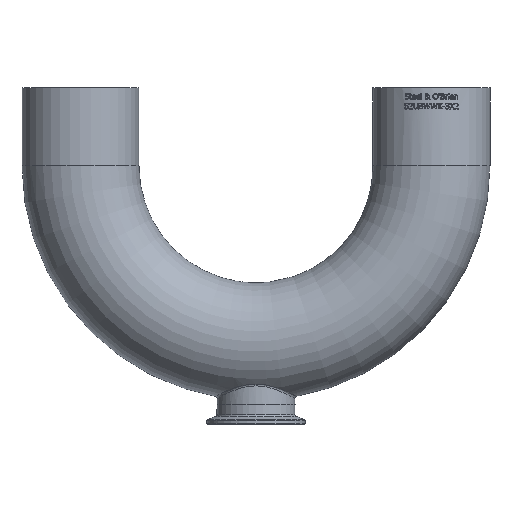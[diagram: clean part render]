
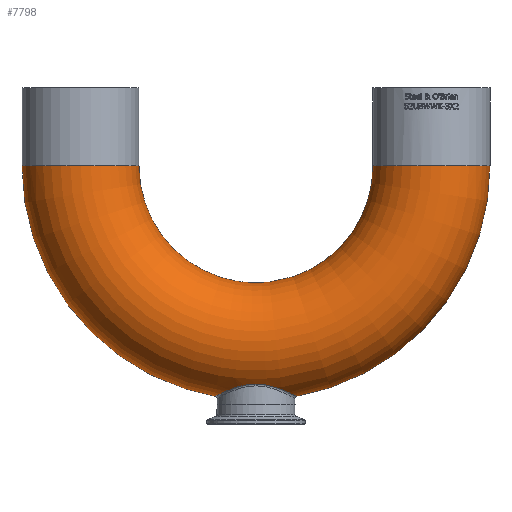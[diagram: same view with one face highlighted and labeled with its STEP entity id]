
A CAD part, top view. The second image highlights one B-rep face of the part: STEP entity #7798.
In plain terms, the highlighted toroidal (fillet/blend) face has major radius 114.3 mm and minor radius 38.1 mm.
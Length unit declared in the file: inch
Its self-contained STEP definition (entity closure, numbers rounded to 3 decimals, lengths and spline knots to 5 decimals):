
#25=TOROIDAL_SURFACE('',#8295,4.5,1.5);
#161=FACE_BOUND('',#1473,.T.);
#162=FACE_BOUND('',#1474,.T.);
#975=FACE_OUTER_BOUND('',#1472,.T.);
#1472=EDGE_LOOP('',(#7261));
#1473=EDGE_LOOP('',(#7262));
#1474=EDGE_LOOP('',(#7263));
#1879=B_SPLINE_CURVE_WITH_KNOTS('',3,(#17227,#17228,#17229,#17230,#17231,
#17232,#17233,#17234,#17235,#17236,#17237,#17238,#17239,#17240,#17241,#17242,
#17243,#17244,#17245,#17246,#17247,#17248,#17249,#17250,#17251,#17252,#17253,
#17254),.UNSPECIFIED.,.T.,.F.,(4,1,1,1,1,1,1,1,1,1,1,1,1,1,1,1,1,1,1,1,
1,1,1,1,1,4),(-12.28833,-11.70318,-11.11802,-10.53287,
-9.94771,-9.16751,-8.3873,-7.60709,
-6.82688,-6.04668,-5.26647,-4.48626,
-4.09616,-3.70606,-2.92585,-2.14564,
-1.36543,-0.58523,-0.00007,0.58508,
1.17024,1.75539,2.34055,2.92571,3.51086,
4.09602),.UNSPECIFIED.);
#2040=CIRCLE('',#8239,1.5);
#2064=CIRCLE('',#8290,1.5);
#3797=VERTEX_POINT('',#16976);
#3821=VERTEX_POINT('',#17051);
#3823=VERTEX_POINT('',#17196);
#4944=EDGE_CURVE('',#3797,#3797,#2040,.T.);
#4968=EDGE_CURVE('',#3821,#3821,#2064,.T.);
#4972=EDGE_CURVE('',#3823,#3823,#1879,.T.);
#7261=ORIENTED_EDGE('',*,*,#4944,.F.);
#7262=ORIENTED_EDGE('',*,*,#4968,.F.);
#7263=ORIENTED_EDGE('',*,*,#4972,.F.);
#7798=ADVANCED_FACE('',(#975,#161,#162),#25,.T.);
#8239=AXIS2_PLACEMENT_3D('',#16977,#9662,#9663);
#8290=AXIS2_PLACEMENT_3D('',#17052,#9764,#9765);
#8295=AXIS2_PLACEMENT_3D('',#17256,#9774,#9775);
#9662=DIRECTION('center_axis',(0.,1.,0.));
#9663=DIRECTION('ref_axis',(-1.,0.,0.));
#9764=DIRECTION('center_axis',(0.,1.,0.));
#9765=DIRECTION('ref_axis',(1.,0.,0.));
#9774=DIRECTION('center_axis',(0.,0.,1.));
#9775=DIRECTION('ref_axis',(-0.707,0.707,0.));
#16976=CARTESIAN_POINT('',(4.5,6.125,-1.5));
#16977=CARTESIAN_POINT('Origin',(4.5,6.125,0.));
#17051=CARTESIAN_POINT('',(-3.,6.125,0.));
#17052=CARTESIAN_POINT('Origin',(-4.5,6.125,0.));
#17196=CARTESIAN_POINT('',(0.,0.52518,1.02));
#17227=CARTESIAN_POINT('Ctrl Pts',(0.,0.5252,
1.02001));
#17228=CARTESIAN_POINT('Ctrl Pts',(-0.08059,0.5252,
1.02001));
#17229=CARTESIAN_POINT('Ctrl Pts',(-0.24179,0.51154,
1.00184));
#17230=CARTESIAN_POINT('Ctrl Pts',(-0.46517,0.45931,
0.92446));
#17231=CARTESIAN_POINT('Ctrl Pts',(-0.66162,0.39223,
0.80395));
#17232=CARTESIAN_POINT('Ctrl Pts',(-0.8443,0.31662,
0.62765));
#17233=CARTESIAN_POINT('Ctrl Pts',(-0.99102,0.24785,
0.38563));
#17234=CARTESIAN_POINT('Ctrl Pts',(-1.06505,0.21114,
0.07954));
#17235=CARTESIAN_POINT('Ctrl Pts',(-1.03991,0.22371,
-0.23612));
#17236=CARTESIAN_POINT('Ctrl Pts',(-0.92057,0.28173,
-0.52434));
#17237=CARTESIAN_POINT('Ctrl Pts',(-0.72452,0.36855,
-0.75984));
#17238=CARTESIAN_POINT('Ctrl Pts',(-0.46884,0.46126,
-0.93004));
#17239=CARTESIAN_POINT('Ctrl Pts',(-0.21513,0.51638,
-1.00801));
#17240=CARTESIAN_POINT('Ctrl Pts',(-0.00001,0.5281,
-1.02399));
#17241=CARTESIAN_POINT('Ctrl Pts',(0.21514,0.51638,
-1.00801));
#17242=CARTESIAN_POINT('Ctrl Pts',(0.46884,0.46125,
-0.93004));
#17243=CARTESIAN_POINT('Ctrl Pts',(0.72453,0.36858,-0.75983));
#17244=CARTESIAN_POINT('Ctrl Pts',(0.9206,0.28169,
-0.52436));
#17245=CARTESIAN_POINT('Ctrl Pts',(1.02991,0.22858,-0.26012));
#17246=CARTESIAN_POINT('Ctrl Pts',(1.06083,0.21326,0.00003));
#17247=CARTESIAN_POINT('Ctrl Pts',(1.033,0.22708,0.23406));
#17248=CARTESIAN_POINT('Ctrl Pts',(0.95238,0.26621,
0.45297));
#17249=CARTESIAN_POINT('Ctrl Pts',(0.82605,0.32419,
0.64525));
#17250=CARTESIAN_POINT('Ctrl Pts',(0.66161,0.39223,0.80396));
#17251=CARTESIAN_POINT('Ctrl Pts',(0.46517,0.45931,
0.92446));
#17252=CARTESIAN_POINT('Ctrl Pts',(0.24178,0.51154,
1.00184));
#17253=CARTESIAN_POINT('Ctrl Pts',(0.08059,0.5252,
1.02001));
#17254=CARTESIAN_POINT('Ctrl Pts',(0.,0.5252,
1.02001));
#17256=CARTESIAN_POINT('Origin',(0.,6.125,0.));
